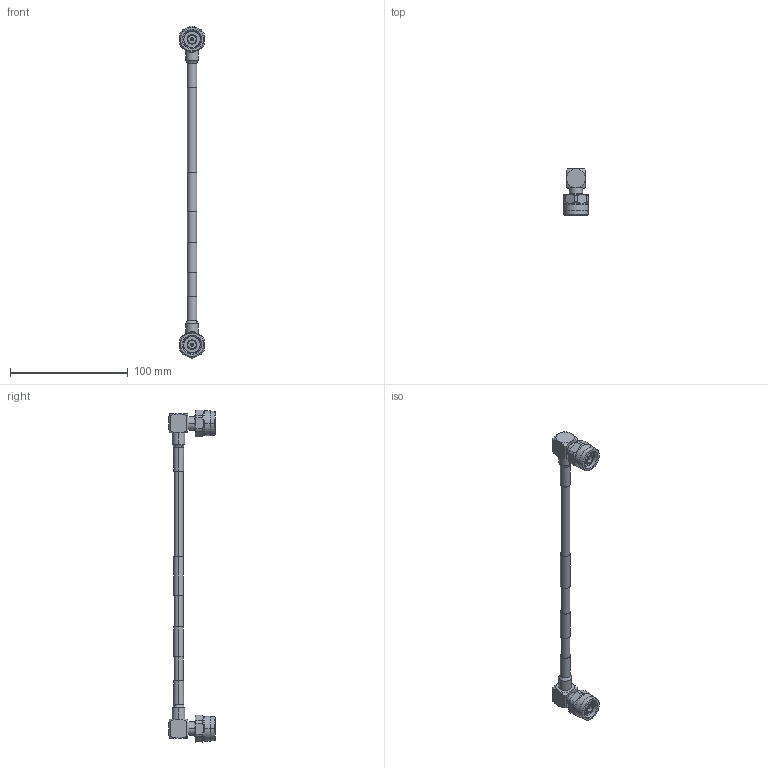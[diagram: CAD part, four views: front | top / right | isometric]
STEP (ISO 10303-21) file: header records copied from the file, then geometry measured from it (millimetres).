
FILE_DESCRIPTION (( 'STEP AP214' ), '1' );
FILE_NAME ('LCCA31015.step', '2022-10-04T19:13:57', ( '' ), ( '' ), 'SwSTEP 2.0', 'SolidWorks 2021', '' );
FILE_SCHEMA (( 'AUTOMOTIVE_DESIGN' ));
Length unit declared in the file: inch
Products named in the file (3): LCCA31015; SPO-250^LCCA31015_SPO-250; TC-250-NM-RA-LP^LCCA31015_Heat Shrink
Assembly tree (3 placements, depth 2):
  LCCA31015
    SPO-250^LCCA31015_SPO-250
    TC-250-NM-RA-LP^LCCA31015_Heat Shrink  x2
Bounding box: 20.92 x 39.19 x 281.42 mm (x, y, z)
Volume: 31065.5 mm3; surface area: 16202.3 mm2
Topology: 5 solids, 5 shells, 324 faces, 818 edges, 528 vertices
Faces by surface type: cylinder 108, plane 102, cone 76, bspline 34, torus 4
Entity records: 9276 total; most frequent: CARTESIAN_POINT 5284, ORIENTED_EDGE 848, DIRECTION 746, EDGE_CURVE 424, AXIS2_PLACEMENT_3D 306, VERTEX_POINT 274, EDGE_LOOP 184, FACE_OUTER_BOUND 170
